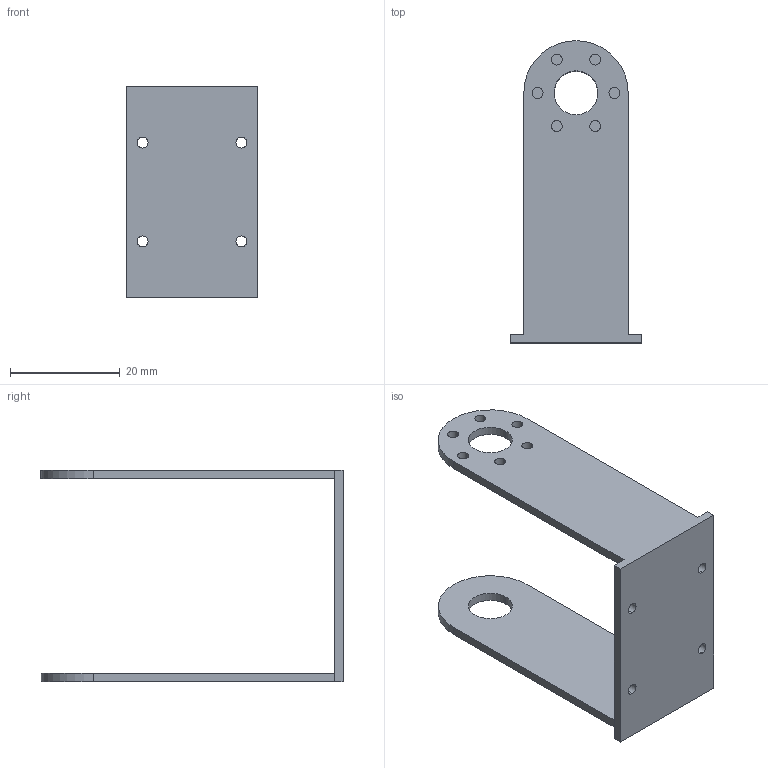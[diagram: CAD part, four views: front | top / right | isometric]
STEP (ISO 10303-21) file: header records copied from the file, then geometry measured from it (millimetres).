
FILE_DESCRIPTION (( 'STEP AP214' ), '1' );
FILE_NAME ('Leg_Femur.STEP', '2013-02-21T18:11:27', ( 'Patate-au-four' ), ( '' ), 'SwSTEP 2.0', 'SolidWorks 2013', '' );
FILE_SCHEMA (( 'AUTOMOTIVE_DESIGN' ));
Length unit declared in the file: millimetre
Products named in the file (1): Leg_Femur
Bounding box: 24 x 55.04 x 38.58 mm (x, y, z)
Volume: 4361.3 mm3; surface area: 6186.2 mm2
Topology: 1 solids, 1 shells, 38 faces, 108 edges, 72 vertices
Faces by surface type: cylinder 26, plane 12
Entity records: 1346 total; most frequent: DIRECTION 238, CARTESIAN_POINT 219, ORIENTED_EDGE 216, EDGE_CURVE 108, AXIS2_PLACEMENT_3D 91, VERTEX_POINT 72, EDGE_LOOP 62, VECTOR 56
